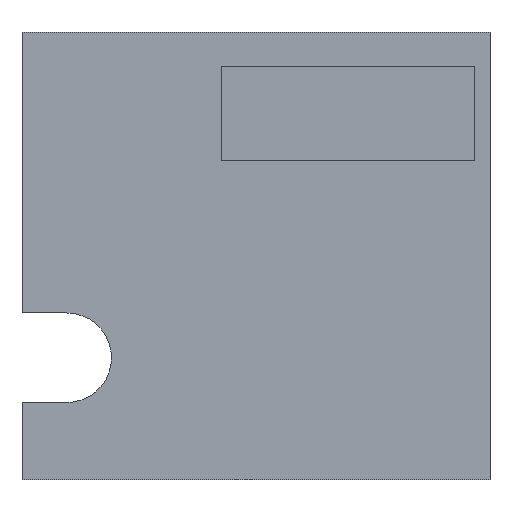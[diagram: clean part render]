
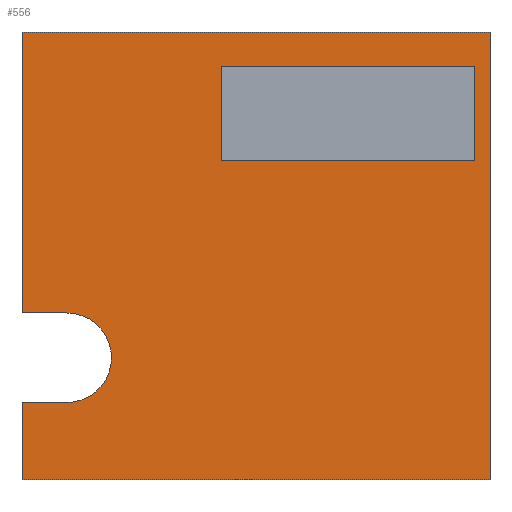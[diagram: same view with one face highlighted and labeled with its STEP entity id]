
A CAD part, front view. The second image highlights one B-rep face of the part: STEP entity #556.
In plain terms, the highlighted planar face has unit normal (0, -1, 0).
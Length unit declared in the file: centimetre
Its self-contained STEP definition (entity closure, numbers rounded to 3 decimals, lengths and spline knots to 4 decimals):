
#29=CIRCLE('',#597,0.11);
#57=FACE_OUTER_BOUND('',#89,.T.);
#89=EDGE_LOOP('',(#446,#447,#448,#449,#450,#451,#452,#453));
#140=LINE('',#853,#210);
#144=LINE('',#862,#214);
#146=LINE('',#869,#216);
#147=LINE('',#871,#217);
#148=LINE('',#873,#218);
#149=LINE('',#875,#219);
#150=LINE('',#876,#220);
#210=VECTOR('',#693,1.);
#214=VECTOR('',#699,1.);
#216=VECTOR('',#709,1.);
#217=VECTOR('',#710,1.);
#218=VECTOR('',#711,1.);
#219=VECTOR('',#712,1.);
#220=VECTOR('',#713,1.);
#268=VERTEX_POINT('',#850);
#269=VERTEX_POINT('',#852);
#272=VERTEX_POINT('',#859);
#273=VERTEX_POINT('',#861);
#274=VERTEX_POINT('',#868);
#275=VERTEX_POINT('',#870);
#276=VERTEX_POINT('',#872);
#277=VERTEX_POINT('',#874);
#328=EDGE_CURVE('',#269,#268,#140,.T.);
#332=EDGE_CURVE('',#273,#272,#144,.T.);
#335=EDGE_CURVE('',#272,#269,#29,.T.);
#336=EDGE_CURVE('',#268,#274,#146,.T.);
#337=EDGE_CURVE('',#274,#275,#147,.T.);
#338=EDGE_CURVE('',#275,#276,#148,.T.);
#339=EDGE_CURVE('',#276,#277,#149,.T.);
#340=EDGE_CURVE('',#277,#273,#150,.T.);
#446=ORIENTED_EDGE('',*,*,#332,.T.);
#447=ORIENTED_EDGE('',*,*,#335,.T.);
#448=ORIENTED_EDGE('',*,*,#328,.T.);
#449=ORIENTED_EDGE('',*,*,#336,.T.);
#450=ORIENTED_EDGE('',*,*,#337,.T.);
#451=ORIENTED_EDGE('',*,*,#338,.T.);
#452=ORIENTED_EDGE('',*,*,#339,.T.);
#453=ORIENTED_EDGE('',*,*,#340,.T.);
#524=PLANE('',#598);
#556=ADVANCED_FACE('',(#57),#524,.F.);
#597=AXIS2_PLACEMENT_3D('',#866,#705,#706);
#598=AXIS2_PLACEMENT_3D('',#867,#707,#708);
#693=DIRECTION('',(-1.,0.,0.));
#699=DIRECTION('',(1.,0.,0.));
#705=DIRECTION('center_axis',(0.,1.,0.));
#706=DIRECTION('ref_axis',(-1.,0.,0.));
#707=DIRECTION('center_axis',(0.,1.,0.));
#708=DIRECTION('ref_axis',(1.,0.,0.));
#709=DIRECTION('',(0.,0.,-1.));
#710=DIRECTION('',(1.,0.,0.));
#711=DIRECTION('',(0.,0.,1.));
#712=DIRECTION('',(-1.,0.,0.));
#713=DIRECTION('',(0.,0.,-1.));
#850=CARTESIAN_POINT('',(0.,0.1,0.19));
#852=CARTESIAN_POINT('',(0.11,0.1,0.19));
#853=CARTESIAN_POINT('',(0.2875,0.1,0.19));
#859=CARTESIAN_POINT('',(0.11,0.1,0.41));
#861=CARTESIAN_POINT('',(0.,0.1,0.41));
#862=CARTESIAN_POINT('',(0.3425,0.1,0.41));
#866=CARTESIAN_POINT('Origin',(0.11,0.1,0.3));
#867=CARTESIAN_POINT('Origin',(0.575,0.1,0.55));
#868=CARTESIAN_POINT('',(0.,0.1,0.));
#869=CARTESIAN_POINT('',(0.,0.1,1.1));
#870=CARTESIAN_POINT('',(1.15,0.1,0.));
#871=CARTESIAN_POINT('',(0.,0.1,0.));
#872=CARTESIAN_POINT('',(1.15,0.1,1.1));
#873=CARTESIAN_POINT('',(1.15,0.1,0.));
#874=CARTESIAN_POINT('',(0.,0.1,1.1));
#875=CARTESIAN_POINT('',(1.15,0.1,1.1));
#876=CARTESIAN_POINT('',(0.,0.1,1.1));
